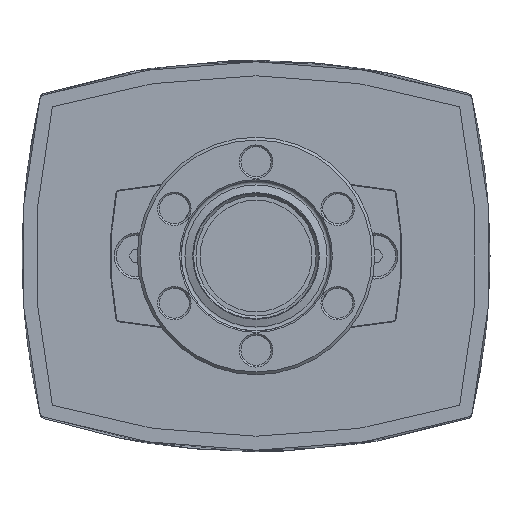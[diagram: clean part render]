
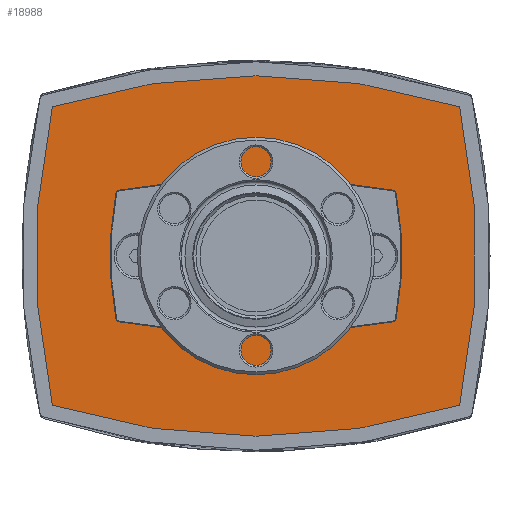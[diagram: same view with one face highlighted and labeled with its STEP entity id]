
A CAD part, front view. The second image highlights one B-rep face of the part: STEP entity #18988.
In plain terms, the highlighted planar face has unit normal (0, -1, 0).
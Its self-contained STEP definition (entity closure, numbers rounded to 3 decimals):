
#18609=CARTESIAN_POINT('',(29.142,0.,21.367));
#18610=VERTEX_POINT('',#18609);
#18617=CARTESIAN_POINT('',(29.142,0.,-21.367));
#18618=VERTEX_POINT('',#18617);
#18619=CARTESIAN_POINT('',(-66.5,0.,0.));
#18620=DIRECTION('',(0.,1.0,0.));
#18621=DIRECTION('',(-0.976,0.,0.218));
#18622=AXIS2_PLACEMENT_3D('',#18619,#18620,#18621);
#18623=CIRCLE('',#18622,98.0);
#18624=EDGE_CURVE('',#18610,#18618,#18623,.T.);
#18641=CARTESIAN_POINT('',(-29.142,0.,21.367));
#18642=VERTEX_POINT('',#18641);
#18649=CARTESIAN_POINT('',(0.,0.,-72.2));
#18650=DIRECTION('',(0.,1.0,0.));
#18651=DIRECTION('',(-0.297,0.,-0.955));
#18652=AXIS2_PLACEMENT_3D('',#18649,#18650,#18651);
#18653=CIRCLE('',#18652,98.);
#18654=EDGE_CURVE('',#18642,#18610,#18653,.T.);
#18665=CARTESIAN_POINT('',(20.064,0.,8.954));
#18666=VERTEX_POINT('',#18665);
#18667=CARTESIAN_POINT('',(20.064,0.,-8.954));
#18668=VERTEX_POINT('',#18667);
#18669=CARTESIAN_POINT('',(-27.5,0.,0.));
#18670=DIRECTION('',(0.,1.0,0.));
#18671=DIRECTION('',(0.983,0.,-0.185));
#18672=AXIS2_PLACEMENT_3D('',#18669,#18670,#18671);
#18673=CIRCLE('',#18672,48.4);
#18674=EDGE_CURVE('',#18666,#18668,#18673,.T.);
#18707=CARTESIAN_POINT('',(19.594,0.,-9.431));
#18708=VERTEX_POINT('',#18707);
#18709=CARTESIAN_POINT('',(19.475,0.,-8.843));
#18710=DIRECTION('',(0.,1.0,0.));
#18711=DIRECTION('',(0.199,0.,-0.98));
#18712=AXIS2_PLACEMENT_3D('',#18709,#18710,#18711);
#18713=CIRCLE('',#18712,0.6);
#18714=EDGE_CURVE('',#18668,#18708,#18713,.T.);
#18740=CARTESIAN_POINT('',(-19.594,0.0,-9.431));
#18741=VERTEX_POINT('',#18740);
#18742=CARTESIAN_POINT('',(0.,0.,87.1));
#18743=DIRECTION('',(0.,1.0,0.));
#18744=DIRECTION('',(-0.199,0.,-0.98));
#18745=AXIS2_PLACEMENT_3D('',#18742,#18743,#18744);
#18746=CIRCLE('',#18745,98.5);
#18747=EDGE_CURVE('',#18708,#18741,#18746,.T.);
#18773=CARTESIAN_POINT('',(-20.064,0.0,-8.954));
#18774=VERTEX_POINT('',#18773);
#18775=CARTESIAN_POINT('',(-19.475,0.0,-8.843));
#18776=DIRECTION('',(0.,1.0,0.));
#18777=DIRECTION('',(-0.983,0.,-0.185));
#18778=AXIS2_PLACEMENT_3D('',#18775,#18776,#18777);
#18779=CIRCLE('',#18778,0.6);
#18780=EDGE_CURVE('',#18741,#18774,#18779,.T.);
#18806=CARTESIAN_POINT('',(-20.064,0.0,8.954));
#18807=VERTEX_POINT('',#18806);
#18808=CARTESIAN_POINT('',(27.5,0.,0.));
#18809=DIRECTION('',(0.,1.0,0.));
#18810=DIRECTION('',(-0.983,0.,0.185));
#18811=AXIS2_PLACEMENT_3D('',#18808,#18809,#18810);
#18812=CIRCLE('',#18811,48.4);
#18813=EDGE_CURVE('',#18774,#18807,#18812,.T.);
#18839=CARTESIAN_POINT('',(-19.594,0.,9.431));
#18840=VERTEX_POINT('',#18839);
#18841=CARTESIAN_POINT('',(-19.475,0.,8.843));
#18842=DIRECTION('',(0.,1.0,0.));
#18843=DIRECTION('',(-0.199,0.,0.98));
#18844=AXIS2_PLACEMENT_3D('',#18841,#18842,#18843);
#18845=CIRCLE('',#18844,0.6);
#18846=EDGE_CURVE('',#18807,#18840,#18845,.T.);
#18872=CARTESIAN_POINT('',(19.594,0.,9.431));
#18873=VERTEX_POINT('',#18872);
#18874=CARTESIAN_POINT('',(0.,0.,-87.1));
#18875=DIRECTION('',(0.,1.0,0.));
#18876=DIRECTION('',(0.199,0.,0.98));
#18877=AXIS2_PLACEMENT_3D('',#18874,#18875,#18876);
#18878=CIRCLE('',#18877,98.5);
#18879=EDGE_CURVE('',#18840,#18873,#18878,.T.);
#18905=CARTESIAN_POINT('',(19.475,0.,8.843));
#18906=DIRECTION('',(0.,1.0,0.));
#18907=DIRECTION('',(0.983,0.,0.185));
#18908=AXIS2_PLACEMENT_3D('',#18905,#18906,#18907);
#18909=CIRCLE('',#18908,0.6);
#18910=EDGE_CURVE('',#18873,#18666,#18909,.T.);
#18930=CARTESIAN_POINT('',(-29.142,0.,-21.367));
#18931=VERTEX_POINT('',#18930);
#18938=CARTESIAN_POINT('',(66.5,0.,0.));
#18939=DIRECTION('',(0.,1.0,0.));
#18940=DIRECTION('',(0.976,0.,-0.218));
#18941=AXIS2_PLACEMENT_3D('',#18938,#18939,#18940);
#18942=CIRCLE('',#18941,98.);
#18943=EDGE_CURVE('',#18931,#18642,#18942,.T.);
#18956=CARTESIAN_POINT('',(0.,0.,72.2));
#18957=DIRECTION('',(0.,1.0,0.));
#18958=DIRECTION('',(0.297,0.,0.955));
#18959=AXIS2_PLACEMENT_3D('',#18956,#18957,#18958);
#18960=CIRCLE('',#18959,98.);
#18961=EDGE_CURVE('',#18618,#18931,#18960,.T.);
#18967=CARTESIAN_POINT('',(0.,0.,0.));
#18968=DIRECTION('',(0.0,-1.0,0.0));
#18969=DIRECTION('',(-1.0,0.0,0.0));
#18970=AXIS2_PLACEMENT_3D('',#18967,#18968,#18969);
#18971=PLANE('',#18970);
#18972=ORIENTED_EDGE('',*,*,#18943,.F.);
#18973=ORIENTED_EDGE('',*,*,#18961,.F.);
#18974=ORIENTED_EDGE('',*,*,#18624,.F.);
#18975=ORIENTED_EDGE('',*,*,#18654,.F.);
#18976=EDGE_LOOP('',(#18972,#18973,#18974,#18975));
#18977=FACE_OUTER_BOUND('',#18976,.T.);
#18978=ORIENTED_EDGE('',*,*,#18674,.T.);
#18979=ORIENTED_EDGE('',*,*,#18714,.T.);
#18980=ORIENTED_EDGE('',*,*,#18747,.T.);
#18981=ORIENTED_EDGE('',*,*,#18780,.T.);
#18982=ORIENTED_EDGE('',*,*,#18813,.T.);
#18983=ORIENTED_EDGE('',*,*,#18846,.T.);
#18984=ORIENTED_EDGE('',*,*,#18879,.T.);
#18985=ORIENTED_EDGE('',*,*,#18910,.T.);
#18986=EDGE_LOOP('',(#18978,#18979,#18980,#18981,#18982,#18983,#18984,#18985));
#18987=FACE_BOUND('',#18986,.T.);
#18988=ADVANCED_FACE('',(#18977,#18987),#18971,.T.);
